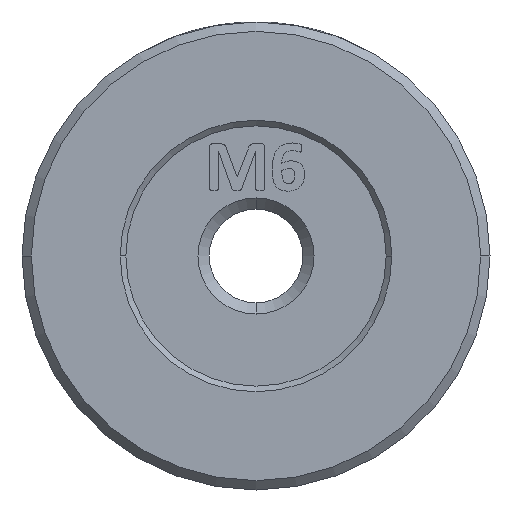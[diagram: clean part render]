
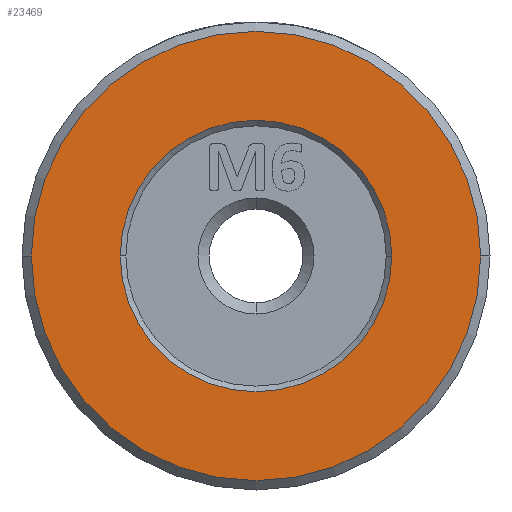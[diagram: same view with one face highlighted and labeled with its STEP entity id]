
A CAD part, left-side view. The second image highlights one B-rep face of the part: STEP entity #23469.
In plain terms, the highlighted planar face has unit normal (-1, 0, 0).
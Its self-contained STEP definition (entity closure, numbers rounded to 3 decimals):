
#1645 = FACE_OUTER_BOUND ( 'NONE', #9347, .T. ) ;
#4886 = CARTESIAN_POINT ( 'NONE',  ( -16.082, -1.595, 0. ) ) ;
#4962 = CIRCLE ( 'NONE', #15021, 12. ) ;
#5317 = FACE_BOUND ( 'NONE', #14335, .T. ) ;
#5350 = ORIENTED_EDGE ( 'NONE', *, *, #13129, .T. ) ;
#6735 = DIRECTION ( 'NONE',  ( 1., 0., 0. ) ) ;
#7206 = CARTESIAN_POINT ( 'NONE',  ( -16.082, 5.655, 0. ) ) ;
#7338 = DIRECTION ( 'NONE',  ( -1., 0., 0. ) ) ;
#7460 = PLANE ( 'NONE',  #22616 ) ;
#8123 = CIRCLE ( 'NONE', #24202, 7.25 ) ;
#8675 = VERTEX_POINT ( 'NONE', #7206 ) ;
#9347 = EDGE_LOOP ( 'NONE', ( #10140, #21895 ) ) ;
#10080 = EDGE_CURVE ( 'NONE', #16157, #13139, #18631, .T. ) ;
#10140 = ORIENTED_EDGE ( 'NONE', *, *, #10080, .T. ) ;
#10940 = EDGE_CURVE ( 'NONE', #13139, #16157, #4962, .T. ) ;
#11006 = CARTESIAN_POINT ( 'NONE',  ( -16.082, -1.595, 0. ) ) ;
#11308 = CIRCLE ( 'NONE', #23799, 7.25 ) ;
#12381 = DIRECTION ( 'NONE',  ( 0., -1., 0. ) ) ;
#12995 = DIRECTION ( 'NONE',  ( 0., 0., 1. ) ) ;
#13129 = EDGE_CURVE ( 'NONE', #8675, #19608, #11308, .T. ) ;
#13139 = VERTEX_POINT ( 'NONE', #22092 ) ;
#14335 = EDGE_LOOP ( 'NONE', ( #24954, #5350 ) ) ;
#14406 = DIRECTION ( 'NONE',  ( 0., -1., 0. ) ) ;
#15021 = AXIS2_PLACEMENT_3D ( 'NONE', #17799, #21707, #12381 ) ;
#15442 = DIRECTION ( 'NONE',  ( 1., 0., 0. ) ) ;
#15815 = CARTESIAN_POINT ( 'NONE',  ( -16.082, -1.595, 0. ) ) ;
#15844 = CARTESIAN_POINT ( 'NONE',  ( -16.082, 10.405, 0. ) ) ;
#16157 = VERTEX_POINT ( 'NONE', #15844 ) ;
#16619 = AXIS2_PLACEMENT_3D ( 'NONE', #4886, #20246, #17863 ) ;
#17799 = CARTESIAN_POINT ( 'NONE',  ( -16.082, -1.595, 0. ) ) ;
#17863 = DIRECTION ( 'NONE',  ( 0., -1., 0. ) ) ;
#18631 = CIRCLE ( 'NONE', #16619, 12. ) ;
#19327 = CARTESIAN_POINT ( 'NONE',  ( -16.082, -8.845, 0. ) ) ;
#19608 = VERTEX_POINT ( 'NONE', #19327 ) ;
#20246 = DIRECTION ( 'NONE',  ( -1., 0., 0. ) ) ;
#21707 = DIRECTION ( 'NONE',  ( -1., 0., 0. ) ) ;
#21895 = ORIENTED_EDGE ( 'NONE', *, *, #10940, .T. ) ;
#22092 = CARTESIAN_POINT ( 'NONE',  ( -16.082, -13.595, 0. ) ) ;
#22098 = EDGE_CURVE ( 'NONE', #19608, #8675, #8123, .T. ) ;
#22616 = AXIS2_PLACEMENT_3D ( 'NONE', #22935, #7338, #12995 ) ;
#22935 = CARTESIAN_POINT ( 'NONE',  ( -16.082, -1.595, 0. ) ) ;
#23469 = ADVANCED_FACE ( 'NONE', ( #5317, #1645 ), #7460, .T. ) ;
#23511 = DIRECTION ( 'NONE',  ( 0., -1., 0. ) ) ;
#23799 = AXIS2_PLACEMENT_3D ( 'NONE', #11006, #6735, #14406 ) ;
#24202 = AXIS2_PLACEMENT_3D ( 'NONE', #15815, #15442, #23511 ) ;
#24954 = ORIENTED_EDGE ( 'NONE', *, *, #22098, .T. ) ;
